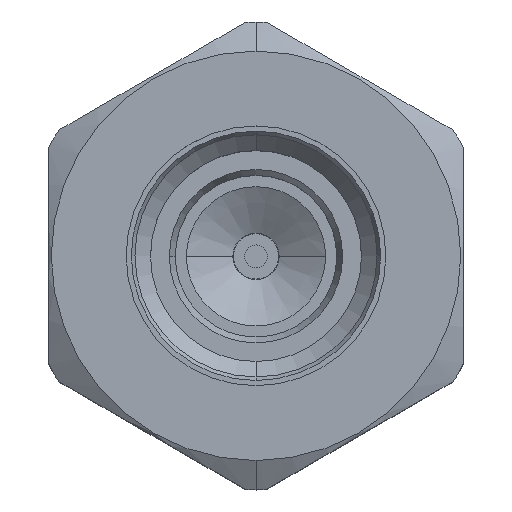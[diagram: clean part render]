
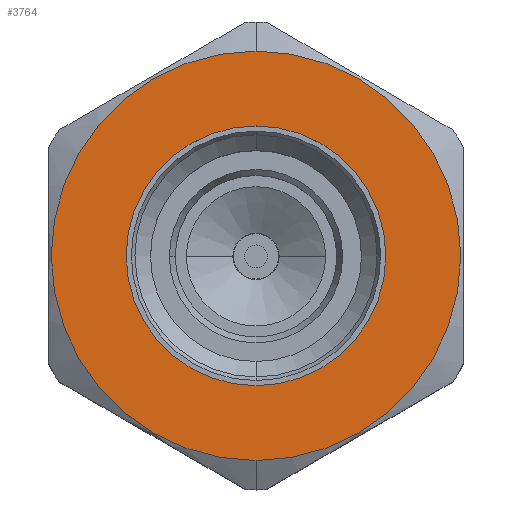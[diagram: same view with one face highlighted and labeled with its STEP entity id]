
A CAD part, top view. The second image highlights one B-rep face of the part: STEP entity #3764.
In plain terms, the highlighted planar face has unit normal (0, 0, 1).
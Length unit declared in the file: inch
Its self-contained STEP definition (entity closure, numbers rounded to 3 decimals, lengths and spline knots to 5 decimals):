
#52=CARTESIAN_POINT('',(0.,0.,2.751));
#53=DIRECTION('',(0.,0.,1.));
#54=DIRECTION('',(0.,-1.,0.));
#55=AXIS2_PLACEMENT_3D('',#52,#53,#54);
#57=CARTESIAN_POINT('',(0.,0.,2.751));
#58=DIRECTION('',(0.,0.,1.));
#59=DIRECTION('',(0.,1.,0.));
#60=AXIS2_PLACEMENT_3D('',#57,#58,#59);
#62=CARTESIAN_POINT('',(0.,0.,2.751));
#63=DIRECTION('',(0.,0.,1.));
#64=DIRECTION('',(0.,-1.,0.));
#65=AXIS2_PLACEMENT_3D('',#62,#63,#64);
#67=CARTESIAN_POINT('',(0.,0.,2.751));
#68=DIRECTION('',(0.,0.,1.));
#69=DIRECTION('',(0.,1.,0.));
#70=AXIS2_PLACEMENT_3D('',#67,#68,#69);
#3413=CARTESIAN_POINT('',(0.,-0.555,2.751));
#3414=CARTESIAN_POINT('',(0.,0.555,2.751));
#3415=VERTEX_POINT('',#3413);
#3416=VERTEX_POINT('',#3414);
#3515=CARTESIAN_POINT('',(0.,-0.352,2.751));
#3516=CARTESIAN_POINT('',(0.,0.352,2.751));
#3517=VERTEX_POINT('',#3515);
#3518=VERTEX_POINT('',#3516);
#3748=CARTESIAN_POINT('',(0.,0.,2.751));
#3749=DIRECTION('',(0.,0.,1.));
#3750=DIRECTION('',(0.,1.,0.));
#3751=AXIS2_PLACEMENT_3D('',#3748,#3749,#3750);
#3752=PLANE('',#3751);
#3754=ORIENTED_EDGE('',*,*,#3753,.F.);
#3756=ORIENTED_EDGE('',*,*,#3755,.F.);
#3757=EDGE_LOOP('',(#3754,#3756));
#3758=FACE_OUTER_BOUND('',#3757,.F.);
#3759=ORIENTED_EDGE('',*,*,#3738,.T.);
#3761=ORIENTED_EDGE('',*,*,#3760,.T.);
#3762=EDGE_LOOP('',(#3759,#3761));
#3763=FACE_BOUND('',#3762,.F.);
#3764=ADVANCED_FACE('',(#3758,#3763),#3752,.T.);
#56=CIRCLE('',#55,0.555);
#61=CIRCLE('',#60,0.555);
#66=CIRCLE('',#65,0.352);
#71=CIRCLE('',#70,0.352);
#3738=EDGE_CURVE('',#3517,#3518,#66,.T.);
#3753=EDGE_CURVE('',#3415,#3416,#56,.T.);
#3755=EDGE_CURVE('',#3416,#3415,#61,.T.);
#3760=EDGE_CURVE('',#3518,#3517,#71,.T.);
